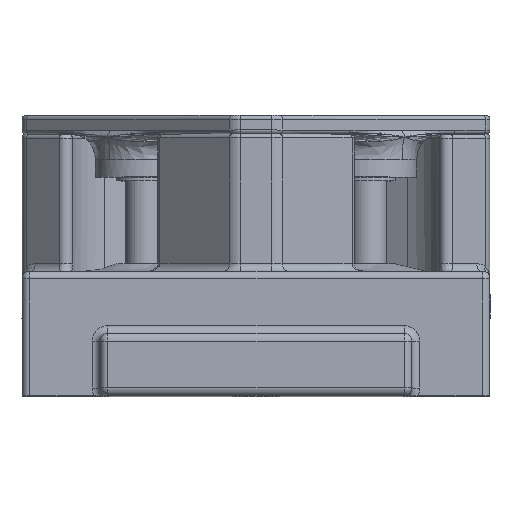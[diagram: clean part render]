
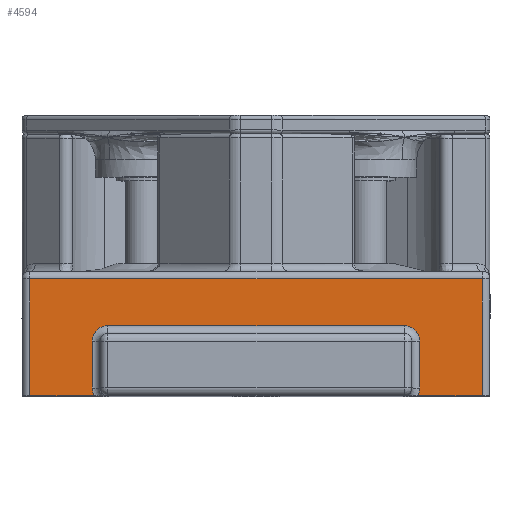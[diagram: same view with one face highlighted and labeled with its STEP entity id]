
A CAD part, top view. The second image highlights one B-rep face of the part: STEP entity #4594.
In plain terms, the highlighted planar face has unit normal (0, 0, 1).
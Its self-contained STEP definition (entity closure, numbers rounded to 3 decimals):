
#415=LINE('',#7797,#730);
#419=LINE('',#7819,#734);
#457=LINE('',#7941,#772);
#460=LINE('',#7960,#775);
#463=LINE('',#7968,#778);
#471=LINE('',#8007,#786);
#472=LINE('',#8014,#787);
#473=LINE('',#8016,#788);
#730=VECTOR('',#5810,10.);
#734=VECTOR('',#5814,10.);
#772=VECTOR('',#5924,10.);
#775=VECTOR('',#5947,10.);
#778=VECTOR('',#5960,10.);
#786=VECTOR('',#6018,10.);
#787=VECTOR('',#6029,10.);
#788=VECTOR('',#6032,10.);
#974=PLANE('',#5043);
#1165=FACE_OUTER_BOUND('',#1488,.T.);
#1488=EDGE_LOOP('',(#3685,#3686,#3687,#3688,#3689,#3690,#3691,#3692,#3693,
#3694,#3695,#3696));
#1843=CIRCLE('',#4992,2.);
#1846=CIRCLE('',#4997,2.);
#1848=CIRCLE('',#5000,2.);
#1854=CIRCLE('',#5008,2.);
#2166=VERTEX_POINT('',#7794);
#2167=VERTEX_POINT('',#7796);
#2172=VERTEX_POINT('',#7811);
#2173=VERTEX_POINT('',#7818);
#2218=VERTEX_POINT('',#7932);
#2219=VERTEX_POINT('',#7934);
#2221=VERTEX_POINT('',#7939);
#2222=VERTEX_POINT('',#7947);
#2223=VERTEX_POINT('',#7948);
#2226=VERTEX_POINT('',#7956);
#2233=VERTEX_POINT('',#8003);
#2234=VERTEX_POINT('',#8010);
#2658=EDGE_CURVE('',#2167,#2166,#415,.T.);
#2664=EDGE_CURVE('',#2173,#2172,#419,.T.);
#2723=EDGE_CURVE('',#2218,#2219,#1843,.T.);
#2726=EDGE_CURVE('',#2221,#2218,#457,.T.);
#2728=EDGE_CURVE('',#2167,#2221,#1846,.T.);
#2730=EDGE_CURVE('',#2222,#2223,#1848,.T.);
#2736=EDGE_CURVE('',#2223,#2226,#460,.T.);
#2738=EDGE_CURVE('',#2226,#2172,#1854,.T.);
#2741=EDGE_CURVE('',#2219,#2222,#463,.T.);
#2761=EDGE_CURVE('',#2233,#2166,#471,.T.);
#2765=EDGE_CURVE('',#2173,#2234,#472,.T.);
#2766=EDGE_CURVE('',#2234,#2233,#473,.T.);
#3685=ORIENTED_EDGE('',*,*,#2728,.F.);
#3686=ORIENTED_EDGE('',*,*,#2658,.T.);
#3687=ORIENTED_EDGE('',*,*,#2761,.F.);
#3688=ORIENTED_EDGE('',*,*,#2766,.F.);
#3689=ORIENTED_EDGE('',*,*,#2765,.F.);
#3690=ORIENTED_EDGE('',*,*,#2664,.T.);
#3691=ORIENTED_EDGE('',*,*,#2738,.F.);
#3692=ORIENTED_EDGE('',*,*,#2736,.F.);
#3693=ORIENTED_EDGE('',*,*,#2730,.F.);
#3694=ORIENTED_EDGE('',*,*,#2741,.F.);
#3695=ORIENTED_EDGE('',*,*,#2723,.F.);
#3696=ORIENTED_EDGE('',*,*,#2726,.F.);
#4594=ADVANCED_FACE('',(#1165),#974,.T.);
#4992=AXIS2_PLACEMENT_3D('',#7935,#5916,#5917);
#4997=AXIS2_PLACEMENT_3D('',#7944,#5928,#5929);
#5000=AXIS2_PLACEMENT_3D('',#7949,#5934,#5935);
#5008=AXIS2_PLACEMENT_3D('',#7963,#5952,#5953);
#5043=AXIS2_PLACEMENT_3D('',#8018,#6035,#6036);
#5810=DIRECTION('',(1.,0.,0.));
#5814=DIRECTION('',(1.,0.,0.));
#5916=DIRECTION('center_axis',(0.,0.,1.));
#5917=DIRECTION('ref_axis',(0.707,0.707,0.));
#5924=DIRECTION('',(0.,1.,0.));
#5928=DIRECTION('center_axis',(0.,0.,1.));
#5929=DIRECTION('ref_axis',(0.707,-0.707,0.));
#5934=DIRECTION('center_axis',(0.,0.,1.));
#5935=DIRECTION('ref_axis',(-0.707,0.707,0.));
#5947=DIRECTION('',(0.,-1.,0.));
#5952=DIRECTION('center_axis',(0.,0.,1.));
#5953=DIRECTION('ref_axis',(-0.707,-0.707,0.));
#5960=DIRECTION('',(-1.,0.,0.));
#6018=DIRECTION('',(0.,-1.,0.));
#6029=DIRECTION('',(0.,1.,0.));
#6032=DIRECTION('',(1.,0.,0.));
#6035=DIRECTION('center_axis',(0.,0.,1.));
#6036=DIRECTION('ref_axis',(1.,0.,0.));
#7794=CARTESIAN_POINT('',(29.,0.,-378.));
#7796=CARTESIAN_POINT('',(20.732,0.,-378.));
#7797=CARTESIAN_POINT('',(-30.,0.,-378.));
#7811=CARTESIAN_POINT('',(-20.732,0.,-378.));
#7818=CARTESIAN_POINT('',(-29.,0.,-378.));
#7819=CARTESIAN_POINT('',(-30.,0.,-378.));
#7932=CARTESIAN_POINT('',(21.,7.,-378.));
#7934=CARTESIAN_POINT('',(19.,9.,-378.));
#7935=CARTESIAN_POINT('Origin',(19.,7.,-378.));
#7939=CARTESIAN_POINT('',(21.,1.,-378.));
#7941=CARTESIAN_POINT('',(21.,0.,-378.));
#7944=CARTESIAN_POINT('Origin',(19.,1.,-378.));
#7947=CARTESIAN_POINT('',(-19.,9.,-378.));
#7948=CARTESIAN_POINT('',(-21.,7.,-378.));
#7949=CARTESIAN_POINT('Origin',(-19.,7.,-378.));
#7956=CARTESIAN_POINT('',(-21.,1.,-378.));
#7960=CARTESIAN_POINT('',(-21.,0.,-378.));
#7963=CARTESIAN_POINT('Origin',(-19.,1.,-378.));
#7968=CARTESIAN_POINT('',(-15.,9.,-378.));
#8003=CARTESIAN_POINT('',(29.,15.,-378.));
#8007=CARTESIAN_POINT('',(29.,0.,-378.));
#8010=CARTESIAN_POINT('',(-29.,15.,-378.));
#8014=CARTESIAN_POINT('',(-29.,0.,-378.));
#8016=CARTESIAN_POINT('',(-15.,15.,-378.));
#8018=CARTESIAN_POINT('Origin',(-30.,0.,-378.));
